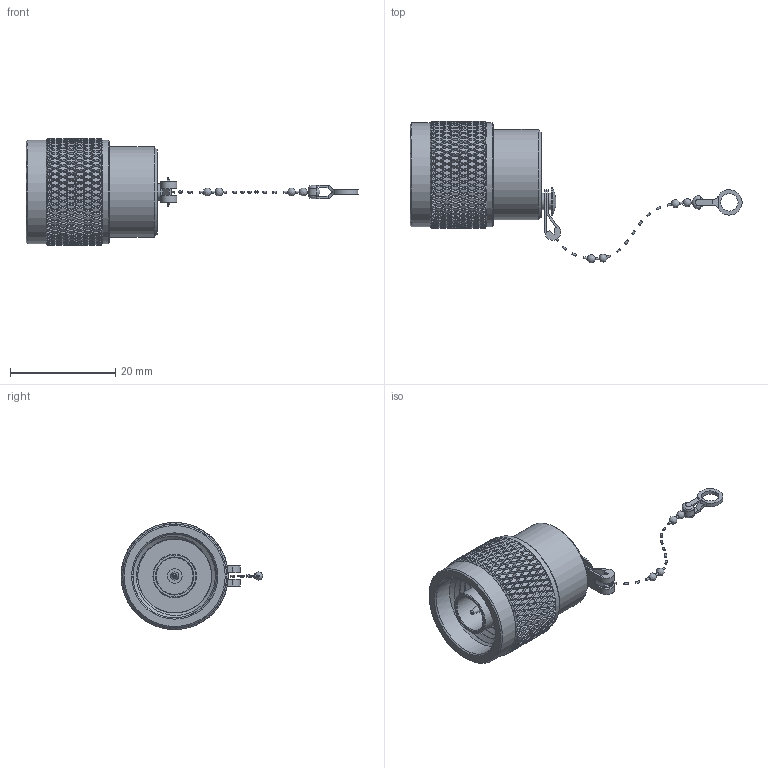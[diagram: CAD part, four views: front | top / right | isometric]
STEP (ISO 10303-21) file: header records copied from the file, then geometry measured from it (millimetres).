
FILE_DESCRIPTION (( 'STEP AP203' ), '1' );
FILE_NAME ('PE6075_3D.step', '2021-07-01T16:03:13', ( '' ), ( '' ), 'SwSTEP 2.0', 'SolidWorks 2020', '' );
FILE_SCHEMA (( 'CONFIG_CONTROL_DESIGN' ));
Length unit declared in the file: inch
Products named in the file (1): PE6075_3D
Bounding box: 63.07 x 26.9 x 20.32 mm (x, y, z)
Volume: 5504 mm3; surface area: 3829.1 mm2
Topology: 12 solids, 12 shells, 2344 faces, 5000 edges, 2686 vertices
Faces by surface type: bspline 1812, cylinder 469, plane 53, cone 10
Full cylindrical faces by diameter (mm): 1.524 x1, 2.794 x1, 3.109 x3, 3.302 x1, 5.455 x1, 6.985 x1, 8.255 x1, 15.875 x5, 17.175 x1, 19.715 x2
Entity records: 86169 total; most frequent: CARTESIAN_POINT 55934, ORIENTED_EDGE 9860, EDGE_CURVE 4930, VERTEX_POINT 2665, EDGE_LOOP 2401, FACE_OUTER_BOUND 2350, ADVANCED_FACE 2327, B_SPLINE_CURVE_WITH_KNOTS 2196
